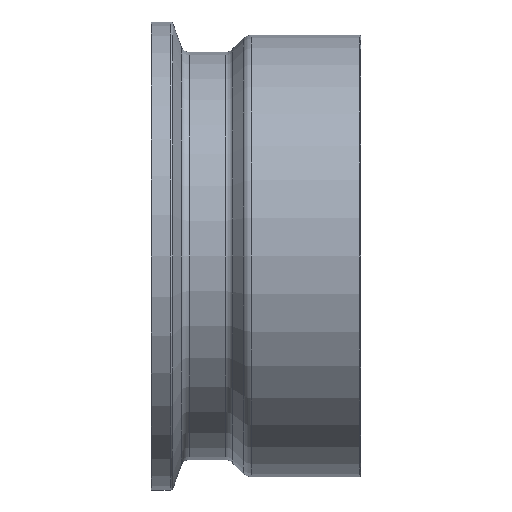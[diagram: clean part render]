
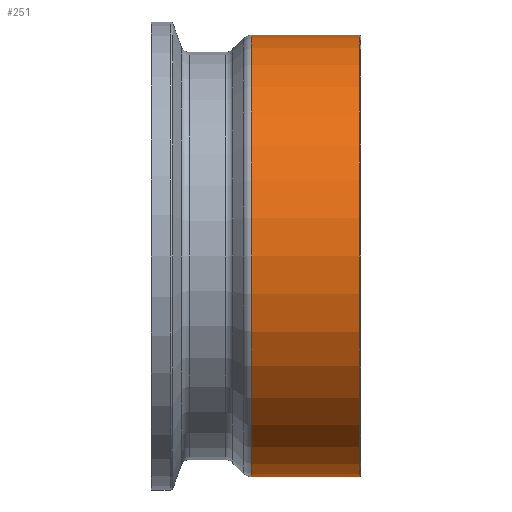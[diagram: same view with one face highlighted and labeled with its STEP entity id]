
A CAD part, front view. The second image highlights one B-rep face of the part: STEP entity #251.
In plain terms, the highlighted cylindrical face has radius 30.163 mm (diameter 60.325 mm), a full revolution.
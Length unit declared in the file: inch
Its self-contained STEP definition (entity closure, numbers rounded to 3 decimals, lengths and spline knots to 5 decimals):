
#23=CYLINDRICAL_SURFACE('',#286,1.1875);
#34=FACE_BOUND('',#87,.T.);
#56=FACE_OUTER_BOUND('',#86,.T.);
#86=EDGE_LOOP('',(#201));
#87=EDGE_LOOP('',(#202));
#124=CIRCLE('',#282,1.1875);
#127=CIRCLE('',#287,1.1875);
#147=VERTEX_POINT('',#429);
#150=VERTEX_POINT('',#437);
#170=EDGE_CURVE('',#147,#147,#124,.T.);
#173=EDGE_CURVE('',#150,#150,#127,.T.);
#201=ORIENTED_EDGE('',*,*,#173,.F.);
#202=ORIENTED_EDGE('',*,*,#170,.F.);
#251=ADVANCED_FACE('',(#56,#34),#23,.T.);
#282=AXIS2_PLACEMENT_3D('',#430,#342,#343);
#286=AXIS2_PLACEMENT_3D('',#436,#350,#351);
#287=AXIS2_PLACEMENT_3D('',#438,#352,#353);
#342=DIRECTION('center_axis',(1.,0.,0.));
#343=DIRECTION('ref_axis',(0.,-1.,0.));
#350=DIRECTION('center_axis',(1.,0.,0.));
#351=DIRECTION('ref_axis',(0.,1.,0.));
#352=DIRECTION('center_axis',(-1.,0.,0.));
#353=DIRECTION('ref_axis',(0.,-1.,0.));
#429=CARTESIAN_POINT('',(1.12,1.1875,0.));
#430=CARTESIAN_POINT('Origin',(1.12,0.,0.));
#436=CARTESIAN_POINT('Origin',(0.81873,0.,
0.));
#437=CARTESIAN_POINT('',(0.53732,1.1875,0.));
#438=CARTESIAN_POINT('Origin',(0.53732,0.,
0.));
